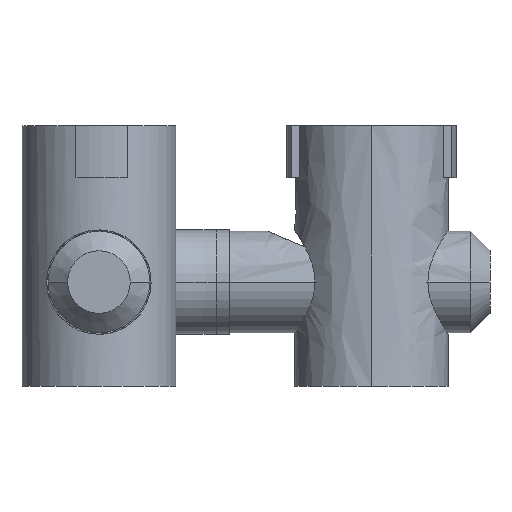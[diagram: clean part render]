
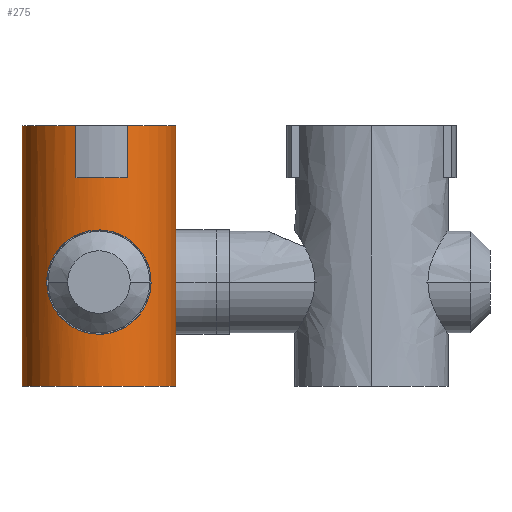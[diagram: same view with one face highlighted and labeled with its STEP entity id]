
A CAD part, front view. The second image highlights one B-rep face of the part: STEP entity #275.
In plain terms, the highlighted cylindrical face has radius 5.9 mm (diameter 11.8 mm), a partial arc.
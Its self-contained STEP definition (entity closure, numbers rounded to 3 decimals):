
#136=CARTESIAN_POINT('',(20.,-40.9,-18.));
#137=DIRECTION('',(0.,0.,1.0));
#138=DIRECTION('',(1.0,0.0,0.0));
#139=AXIS2_PLACEMENT_3D('',#136,#137,#138);
#140=CYLINDRICAL_SURFACE('',#139,5.9);
#141=CARTESIAN_POINT('',(25.9,-40.9,-8.));
#142=VERTEX_POINT('',#141);
#143=CARTESIAN_POINT('',(25.9,-40.9,-28.));
#144=VERTEX_POINT('',#143);
#145=CARTESIAN_POINT('',(25.9,-40.9,-8.));
#146=DIRECTION('',(0.0,0.0,-1.0));
#147=VECTOR('',#146,20.0);
#148=LINE('',#145,#147);
#149=EDGE_CURVE('',#142,#144,#148,.T.);
#150=ORIENTED_EDGE('',*,*,#149,.F.);
#151=CARTESIAN_POINT('',(20.175,-46.797,-8.));
#152=VERTEX_POINT('',#151);
#153=CARTESIAN_POINT('',(20.,-40.9,-8.));
#154=DIRECTION('',(0.0,0.0,1.0));
#155=DIRECTION('',(1.0,0.0,0.0));
#156=AXIS2_PLACEMENT_3D('',#153,#154,#155);
#157=CIRCLE('',#156,5.9);
#158=EDGE_CURVE('',#152,#142,#157,.T.);
#159=ORIENTED_EDGE('',*,*,#158,.F.);
#160=CARTESIAN_POINT('',(20.175,-46.797,-12.));
#161=VERTEX_POINT('',#160);
#162=CARTESIAN_POINT('',(20.175,-46.797,-12.));
#163=DIRECTION('',(0.0,0.0,1.0));
#164=VECTOR('',#163,4.0);
#165=LINE('',#162,#164);
#166=EDGE_CURVE('',#161,#152,#165,.T.);
#167=ORIENTED_EDGE('',*,*,#166,.F.);
#168=ORIENTED_EDGE('',*,*,#166,.T.);
#169=CARTESIAN_POINT('',(14.1,-40.9,-8.));
#170=VERTEX_POINT('',#169);
#171=CARTESIAN_POINT('',(20.,-40.9,-8.));
#172=DIRECTION('',(0.0,0.0,1.0));
#173=DIRECTION('',(1.0,0.0,0.0));
#174=AXIS2_PLACEMENT_3D('',#171,#172,#173);
#175=CIRCLE('',#174,5.9);
#176=EDGE_CURVE('',#170,#152,#175,.T.);
#177=ORIENTED_EDGE('',*,*,#176,.F.);
#178=CARTESIAN_POINT('',(14.1,-40.9,-28.));
#179=VERTEX_POINT('',#178);
#180=CARTESIAN_POINT('',(14.1,-40.9,-8.));
#181=DIRECTION('',(0.0,0.0,-1.0));
#182=VECTOR('',#181,20.0);
#183=LINE('',#180,#182);
#184=EDGE_CURVE('',#170,#179,#183,.T.);
#185=ORIENTED_EDGE('',*,*,#184,.T.);
#186=CARTESIAN_POINT('',(20.,-40.9,-28.));
#187=DIRECTION('',(0.0,0.0,-1.0));
#188=DIRECTION('',(1.0,0.0,0.0));
#189=AXIS2_PLACEMENT_3D('',#186,#187,#188);
#190=CIRCLE('',#189,5.9);
#191=EDGE_CURVE('',#144,#179,#190,.T.);
#192=ORIENTED_EDGE('',*,*,#191,.F.);
#193=EDGE_LOOP('',(#150,#159,#167,#168,#177,#185,#192));
#194=FACE_OUTER_BOUND('',#193,.T.);
#195=CARTESIAN_POINT('',(24.,-45.237,-20.0));
#196=VERTEX_POINT('',#195);
#197=CARTESIAN_POINT('',(16.,-45.237,-20.));
#198=VERTEX_POINT('',#197);
#199=CARTESIAN_POINT('',(24.,-45.237,-20.0));
#200=CARTESIAN_POINT('',(24.,-45.237,-20.264));
#201=CARTESIAN_POINT('',(23.974,-45.262,-20.531));
#202=CARTESIAN_POINT('',(23.868,-45.356,-21.055));
#203=CARTESIAN_POINT('',(23.788,-45.425,-21.312));
#204=CARTESIAN_POINT('',(23.582,-45.59,-21.799));
#205=CARTESIAN_POINT('',(23.456,-45.685,-22.031));
#206=CARTESIAN_POINT('',(23.166,-45.882,-22.459));
#207=CARTESIAN_POINT('',(23.002,-45.983,-22.655));
#208=CARTESIAN_POINT('',(22.657,-46.172,-23.));
#209=CARTESIAN_POINT('',(22.462,-46.267,-23.163));
#210=CARTESIAN_POINT('',(22.034,-46.443,-23.454));
#211=CARTESIAN_POINT('',(21.801,-46.524,-23.581));
#212=CARTESIAN_POINT('',(21.31,-46.658,-23.789));
#213=CARTESIAN_POINT('',(21.052,-46.711,-23.868));
#214=CARTESIAN_POINT('',(20.527,-46.782,-23.974));
#215=CARTESIAN_POINT('',(20.26,-46.8,-24.0));
#216=CARTESIAN_POINT('',(19.74,-46.8,-24.0));
#217=CARTESIAN_POINT('',(19.473,-46.782,-23.974));
#218=CARTESIAN_POINT('',(18.948,-46.711,-23.868));
#219=CARTESIAN_POINT('',(18.69,-46.658,-23.789));
#220=CARTESIAN_POINT('',(18.199,-46.524,-23.581));
#221=CARTESIAN_POINT('',(17.966,-46.443,-23.454));
#222=CARTESIAN_POINT('',(17.538,-46.267,-23.163));
#223=CARTESIAN_POINT('',(17.343,-46.172,-23.));
#224=CARTESIAN_POINT('',(16.998,-45.983,-22.655));
#225=CARTESIAN_POINT('',(16.834,-45.882,-22.459));
#226=CARTESIAN_POINT('',(16.544,-45.685,-22.031));
#227=CARTESIAN_POINT('',(16.418,-45.59,-21.799));
#228=CARTESIAN_POINT('',(16.212,-45.425,-21.312));
#229=CARTESIAN_POINT('',(16.132,-45.356,-21.055));
#230=CARTESIAN_POINT('',(16.026,-45.262,-20.531));
#231=CARTESIAN_POINT('',(16.,-45.237,-20.264));
#232=CARTESIAN_POINT('',(16.,-45.237,-20.));
#233=B_SPLINE_CURVE_WITH_KNOTS('',3,(#199,#200,#201,#202,#203,#204,#205,#206,#207,#208,#209,#210,#211,#212,#213,#214,#215,#216,#217,#218,#219,#220,#221,#222,#223,#224,#225,#226,#227,#228,#229,#230,#231,#232),.UNSPECIFIED.,.F.,.U.,(4,2,2,2,2,2,2,2,2,2,2,2,2,2,2,2,4),(0.0,0.791,1.582,2.373,3.164,3.945,4.727,5.508,6.289,7.071,7.852,8.634,9.415,10.206,10.997,11.788,12.579),.UNSPECIFIED.);
#234=EDGE_CURVE('',#196,#198,#233,.T.);
#235=ORIENTED_EDGE('',*,*,#234,.T.);
#236=CARTESIAN_POINT('',(16.,-45.237,-20.));
#237=CARTESIAN_POINT('',(16.,-45.237,-19.736));
#238=CARTESIAN_POINT('',(16.026,-45.262,-19.469));
#239=CARTESIAN_POINT('',(16.132,-45.356,-18.945));
#240=CARTESIAN_POINT('',(16.212,-45.425,-18.688));
#241=CARTESIAN_POINT('',(16.418,-45.59,-18.201));
#242=CARTESIAN_POINT('',(16.544,-45.685,-17.969));
#243=CARTESIAN_POINT('',(16.834,-45.882,-17.541));
#244=CARTESIAN_POINT('',(16.998,-45.983,-17.345));
#245=CARTESIAN_POINT('',(17.343,-46.172,-17.));
#246=CARTESIAN_POINT('',(17.538,-46.267,-16.837));
#247=CARTESIAN_POINT('',(17.966,-46.443,-16.546));
#248=CARTESIAN_POINT('',(18.199,-46.524,-16.419));
#249=CARTESIAN_POINT('',(18.69,-46.658,-16.211));
#250=CARTESIAN_POINT('',(18.948,-46.711,-16.132));
#251=CARTESIAN_POINT('',(19.473,-46.782,-16.026));
#252=CARTESIAN_POINT('',(19.74,-46.8,-16.0));
#253=CARTESIAN_POINT('',(20.26,-46.8,-16.0));
#254=CARTESIAN_POINT('',(20.527,-46.782,-16.026));
#255=CARTESIAN_POINT('',(21.052,-46.711,-16.132));
#256=CARTESIAN_POINT('',(21.31,-46.658,-16.211));
#257=CARTESIAN_POINT('',(21.801,-46.524,-16.419));
#258=CARTESIAN_POINT('',(22.034,-46.443,-16.546));
#259=CARTESIAN_POINT('',(22.462,-46.267,-16.837));
#260=CARTESIAN_POINT('',(22.657,-46.172,-17.));
#261=CARTESIAN_POINT('',(23.002,-45.983,-17.345));
#262=CARTESIAN_POINT('',(23.166,-45.882,-17.541));
#263=CARTESIAN_POINT('',(23.456,-45.685,-17.969));
#264=CARTESIAN_POINT('',(23.582,-45.59,-18.201));
#265=CARTESIAN_POINT('',(23.788,-45.425,-18.688));
#266=CARTESIAN_POINT('',(23.868,-45.356,-18.945));
#267=CARTESIAN_POINT('',(23.974,-45.262,-19.469));
#268=CARTESIAN_POINT('',(24.,-45.237,-19.736));
#269=CARTESIAN_POINT('',(24.,-45.237,-20.0));
#270=B_SPLINE_CURVE_WITH_KNOTS('',3,(#236,#237,#238,#239,#240,#241,#242,#243,#244,#245,#246,#247,#248,#249,#250,#251,#252,#253,#254,#255,#256,#257,#258,#259,#260,#261,#262,#263,#264,#265,#266,#267,#268,#269),.UNSPECIFIED.,.F.,.U.,(4,2,2,2,2,2,2,2,2,2,2,2,2,2,2,2,4),(12.579,13.37,14.161,14.952,15.743,16.524,17.305,18.087,18.868,19.65,20.431,21.213,21.994,22.785,23.576,24.367,25.158),.UNSPECIFIED.);
#271=EDGE_CURVE('',#198,#196,#270,.T.);
#272=ORIENTED_EDGE('',*,*,#271,.T.);
#273=EDGE_LOOP('',(#235,#272));
#274=FACE_BOUND('',#273,.T.);
#275=ADVANCED_FACE('',(#194,#274),#140,.T.);
